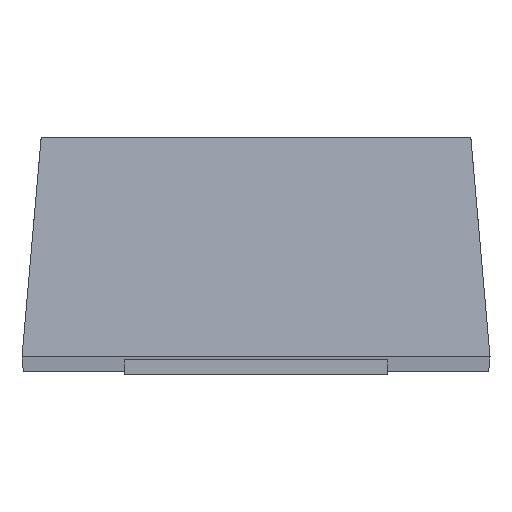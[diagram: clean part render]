
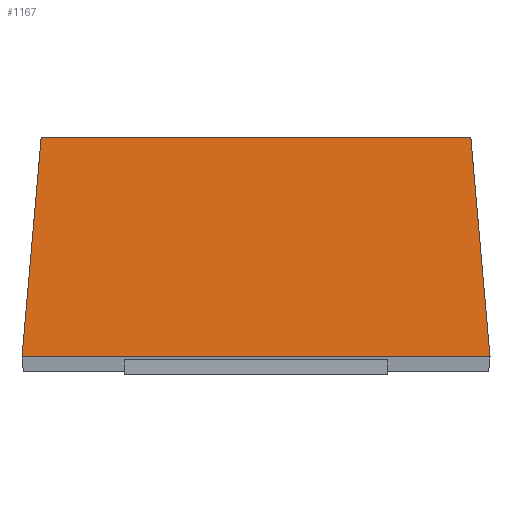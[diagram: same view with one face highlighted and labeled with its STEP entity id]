
A CAD part, left-side view. The second image highlights one B-rep face of the part: STEP entity #1167.
In plain terms, the highlighted planar face has unit normal (-0.996, 0, 0.087).
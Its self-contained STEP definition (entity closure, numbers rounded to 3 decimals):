
#12 = PLANE ( 'NONE',  #4411 ) ;
#262 = CARTESIAN_POINT ( 'NONE',  ( -1.234, 0.8, 0.75 ) ) ;
#278 = ORIENTED_EDGE ( 'NONE', *, *, #2749, .T. ) ;
#615 = DIRECTION ( 'NONE',  ( 0., -1., 0. ) ) ;
#680 = FACE_OUTER_BOUND ( 'NONE', #2247, .T. ) ;
#683 = VERTEX_POINT ( 'NONE', #1100 ) ;
#746 = CARTESIAN_POINT ( 'NONE',  ( -1.3, 0.8, 0. ) ) ;
#757 = DIRECTION ( 'NONE',  ( -0.996, 0., 0.087 ) ) ;
#905 = LINE ( 'NONE', #262, #4545 ) ;
#1100 = CARTESIAN_POINT ( 'NONE',  ( -1.234, -0.734, 0.75 ) ) ;
#1167 = ADVANCED_FACE ( 'NONE', ( #680 ), #12, .T. ) ;
#1311 = VERTEX_POINT ( 'NONE', #1327 ) ;
#1327 = CARTESIAN_POINT ( 'NONE',  ( -1.234, 0.734, 0.75 ) ) ;
#1419 = DIRECTION ( 'NONE',  ( -0.087, 0.087, -0.992 ) ) ;
#1832 = DIRECTION ( 'NONE',  ( 0., -1., 0. ) ) ;
#1887 = CARTESIAN_POINT ( 'NONE',  ( -1.3, 0.8, 0. ) ) ;
#1896 = VERTEX_POINT ( 'NONE', #3679 ) ;
#2220 = ORIENTED_EDGE ( 'NONE', *, *, #4433, .F. ) ;
#2247 = EDGE_LOOP ( 'NONE', ( #278, #4383, #2220, #2718 ) ) ;
#2252 = CARTESIAN_POINT ( 'NONE',  ( -1.3, -0.8, 0. ) ) ;
#2436 = EDGE_CURVE ( 'NONE', #683, #1896, #4435, .T. ) ;
#2474 = CARTESIAN_POINT ( 'NONE',  ( -1.3, 0.8, 0. ) ) ;
#2508 = VECTOR ( 'NONE', #1832, 1000. ) ;
#2670 = VERTEX_POINT ( 'NONE', #746 ) ;
#2718 = ORIENTED_EDGE ( 'NONE', *, *, #4207, .T. ) ;
#2749 = EDGE_CURVE ( 'NONE', #2670, #1896, #2915, .T. ) ;
#2856 = VECTOR ( 'NONE', #1419, 1000. ) ;
#2915 = LINE ( 'NONE', #1887, #2508 ) ;
#3160 = CARTESIAN_POINT ( 'NONE',  ( -1.3, 0.8, 0. ) ) ;
#3679 = CARTESIAN_POINT ( 'NONE',  ( -1.3, -0.8, 0. ) ) ;
#3910 = DIRECTION ( 'NONE',  ( 0.087, 0., 0.996 ) ) ;
#4079 = DIRECTION ( 'NONE',  ( -0.087, -0.087, -0.992 ) ) ;
#4201 = LINE ( 'NONE', #3160, #2856 ) ;
#4207 = EDGE_CURVE ( 'NONE', #1311, #2670, #4201, .T. ) ;
#4272 = VECTOR ( 'NONE', #4079, 1000. ) ;
#4383 = ORIENTED_EDGE ( 'NONE', *, *, #2436, .F. ) ;
#4411 = AXIS2_PLACEMENT_3D ( 'NONE', #2474, #757, #3910 ) ;
#4433 = EDGE_CURVE ( 'NONE', #1311, #683, #905, .T. ) ;
#4435 = LINE ( 'NONE', #2252, #4272 ) ;
#4545 = VECTOR ( 'NONE', #615, 1000. ) ;
